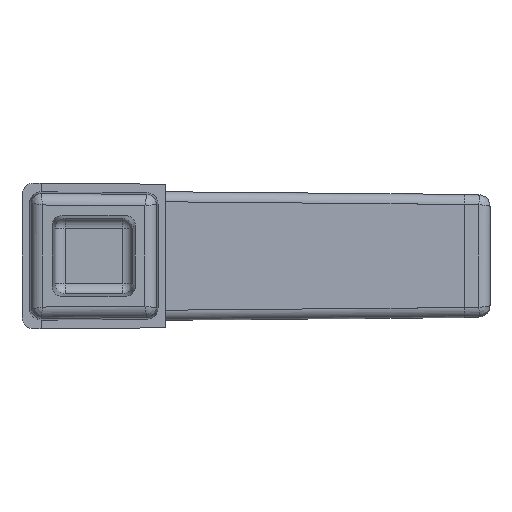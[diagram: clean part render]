
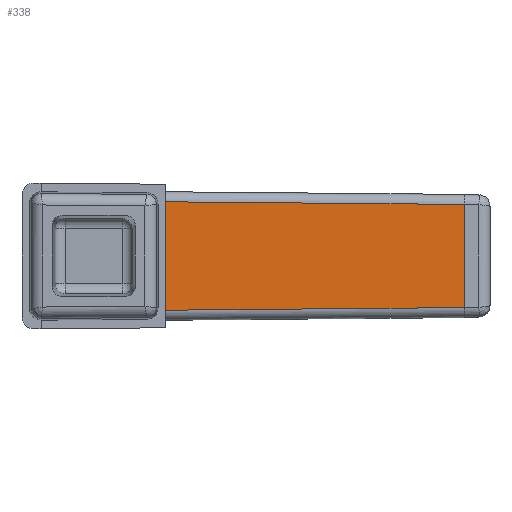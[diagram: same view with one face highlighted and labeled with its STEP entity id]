
A CAD part, left-side view. The second image highlights one B-rep face of the part: STEP entity #338.
In plain terms, the highlighted planar face has unit normal (-1, -0.009, 0).
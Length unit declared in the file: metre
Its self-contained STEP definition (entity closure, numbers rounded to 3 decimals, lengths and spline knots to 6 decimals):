
#338=ADVANCED_FACE('',(#721),#722,.T.);
#721=FACE_OUTER_BOUND('',#3157,.T.);
#722=PLANE('',#3158);
#3157=EDGE_LOOP('',(#4291,#4292,#4293,#4294));
#3158=AXIS2_PLACEMENT_3D('',#4295,#4296,#4297);
#4291=ORIENTED_EDGE('',*,*,#5088,.T.);
#4292=ORIENTED_EDGE('',*,*,#4973,.T.);
#4293=ORIENTED_EDGE('',*,*,#4913,.F.);
#4294=ORIENTED_EDGE('',*,*,#4930,.T.);
#4295=CARTESIAN_POINT('',(-0.011367,0.0,0.011367));
#4296=DIRECTION('',(-1.,-0.009,0.));
#4297=DIRECTION('',(-0.009,1.,0.0));
#4913=EDGE_CURVE('',#5489,#5491,#5492,.T.);
#4930=EDGE_CURVE('',#5489,#5516,#5517,.T.);
#4973=EDGE_CURVE('',#5575,#5491,#5576,.T.);
#5088=EDGE_CURVE('',#5516,#5575,#5715,.T.);
#5489=VERTEX_POINT('',#6609);
#5491=VERTEX_POINT('',#6611);
#5492=LINE('',#6612,#6613);
#5516=VERTEX_POINT('',#6662);
#5517=LINE('',#6663,#6664);
#5575=VERTEX_POINT('',#6782);
#5576=LINE('',#6783,#6784);
#5715=LINE('',#7240,#7241);
#6609=CARTESIAN_POINT('',(-0.010905,-0.052829,0.009128));
#6611=CARTESIAN_POINT('',(-0.010905,-0.052829,-0.009128));
#6612=CARTESIAN_POINT('',(-0.010905,-0.052829,0.011101));
#6613=VECTOR('',#7627,1.0);
#6662=CARTESIAN_POINT('',(-0.011367,0.0,0.009589));
#6663=CARTESIAN_POINT('',(-0.011367,0.000016,0.009589));
#6664=VECTOR('',#7645,1.0);
#6782=CARTESIAN_POINT('',(-0.011367,0.0,-0.009589));
#6783=CARTESIAN_POINT('',(-0.011365,-0.000183,-0.009587));
#6784=VECTOR('',#7694,1.0);
#7240=CARTESIAN_POINT('',(-0.011367,0.0,0.011367));
#7241=VECTOR('',#7765,1.0);
#7627=DIRECTION('',(0.,0.,-1.0));
#7645=DIRECTION('',(-0.009,1.,0.009));
#7694=DIRECTION('',(0.009,-1.,0.009));
#7765=DIRECTION('',(0.,0.0,-1.0));
